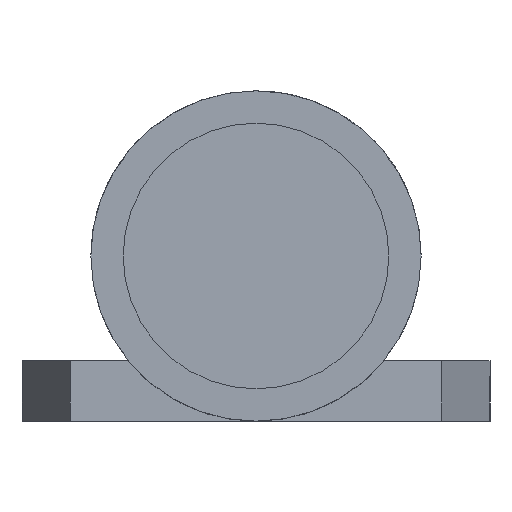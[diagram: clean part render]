
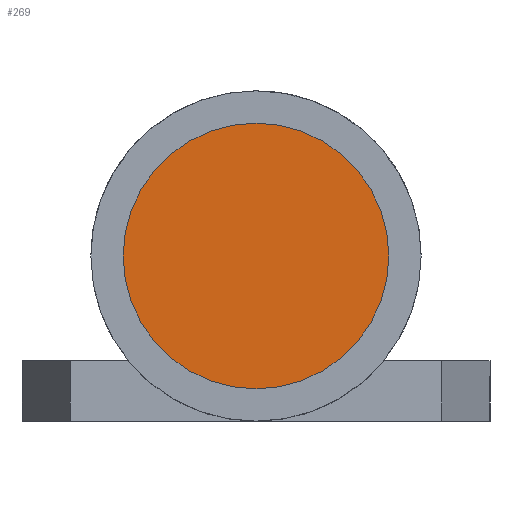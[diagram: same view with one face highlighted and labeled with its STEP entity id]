
A CAD part, left-side view. The second image highlights one B-rep face of the part: STEP entity #269.
In plain terms, the highlighted planar face has unit normal (-1, 0, 0).
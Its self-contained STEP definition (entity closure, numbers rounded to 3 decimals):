
#18 = CARTESIAN_POINT ( 'NONE',  ( -9., 0., 2.35 ) ) ;
#20 = VERTEX_POINT ( 'NONE', #18 ) ;
#21 = VERTEX_POINT ( 'NONE', #50 ) ;
#50 = CARTESIAN_POINT ( 'NONE',  ( -9., 0., 21.65 ) ) ;
#89 = CARTESIAN_POINT ( 'NONE',  ( -9., 0., 12. ) ) ;
#91 = PLANE ( 'NONE',  #475 ) ;
#94 = DIRECTION ( 'NONE',  ( -1., 0., 0. ) ) ;
#95 = DIRECTION ( 'NONE',  ( 0., 0., 1. ) ) ;
#178 = CARTESIAN_POINT ( 'NONE',  ( -9., 0., 12. ) ) ;
#179 = DIRECTION ( 'NONE',  ( -1., 0., 0. ) ) ;
#180 = DIRECTION ( 'NONE',  ( 0., 0., 1. ) ) ;
#269 = ADVANCED_FACE ( 'NONE', ( #384 ), #91, .T. ) ;
#314 = EDGE_LOOP ( 'NONE', ( #347, #348 ) ) ;
#347 = ORIENTED_EDGE ( 'NONE', *, *, #522, .T. ) ;
#348 = ORIENTED_EDGE ( 'NONE', *, *, #483, .T. ) ;
#384 = FACE_OUTER_BOUND ( 'NONE', #314, .T. ) ;
#418 = CIRCLE ( 'NONE', #540, 9.65 ) ;
#473 = CIRCLE ( 'NONE', #551, 9.65 ) ;
#475 = AXIS2_PLACEMENT_3D ( 'NONE', #89, #94, #95 ) ;
#483 = EDGE_CURVE ( 'NONE', #20, #21, #418, .T. ) ;
#522 = EDGE_CURVE ( 'NONE', #21, #20, #473, .T. ) ;
#540 = AXIS2_PLACEMENT_3D ( 'NONE', #178, #179, #180 ) ;
#551 = AXIS2_PLACEMENT_3D ( 'NONE', #613, #627, #628 ) ;
#613 = CARTESIAN_POINT ( 'NONE',  ( -9., 0., 12. ) ) ;
#627 = DIRECTION ( 'NONE',  ( -1., 0., 0. ) ) ;
#628 = DIRECTION ( 'NONE',  ( 0., 0., 1. ) ) ;
